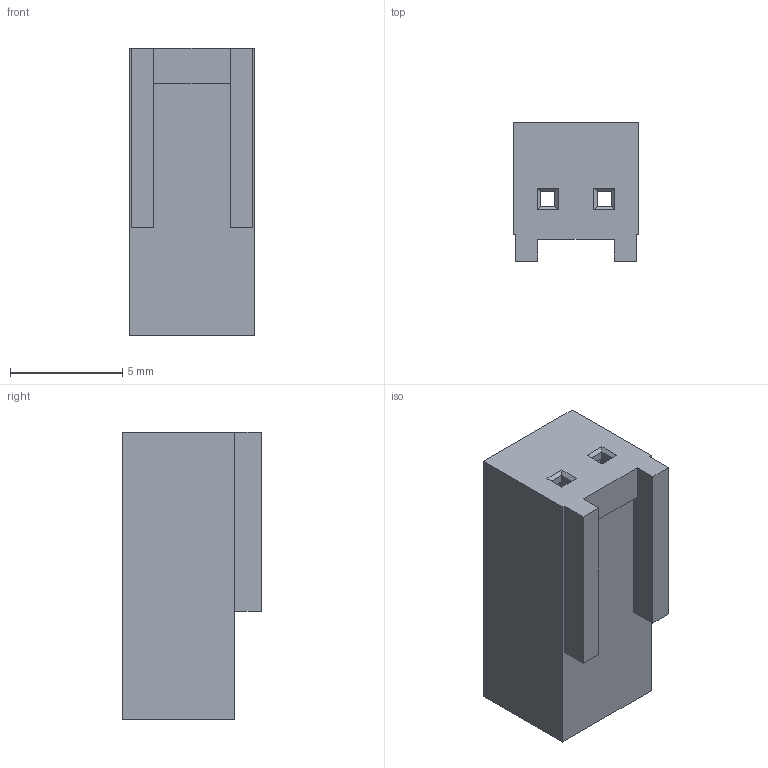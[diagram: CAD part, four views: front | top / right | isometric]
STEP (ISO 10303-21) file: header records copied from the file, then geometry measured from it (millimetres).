
FILE_DESCRIPTION( ( 'Unknown' ), '1' );
FILE_NAME( '61900211621.stp', 'Unknown', ( 'Unknown' ), ( 'Unknown' ), 'PSStep 18.0.17', 'Unknown', ' ' );
FILE_SCHEMA( ( 'AUTOMOTIVE_DESIGN { 1 0 10303 214 1 1 1 1 }' ) );
Length unit declared in the file: millimetre
Products named in the file (2): Assem1; 61900211621
Assembly tree (1 placements, depth 2):
  Assem1
    61900211621
Bounding box: 5.6 x 6.2 x 12.85 mm (x, y, z)
Volume: 208.9 mm3; surface area: 652.5 mm2
Topology: 1 solids, 1 shells, 82 faces, 226 edges, 148 vertices
Faces by surface type: plane 82
Entity records: 3256 total; most frequent: CARTESIAN_POINT 458, ORIENTED_EDGE 452, DIRECTION 394, EDGE_CURVE 226, LINE 226, VECTOR 226, VERTEX_POINT 148, EDGE_LOOP 92
